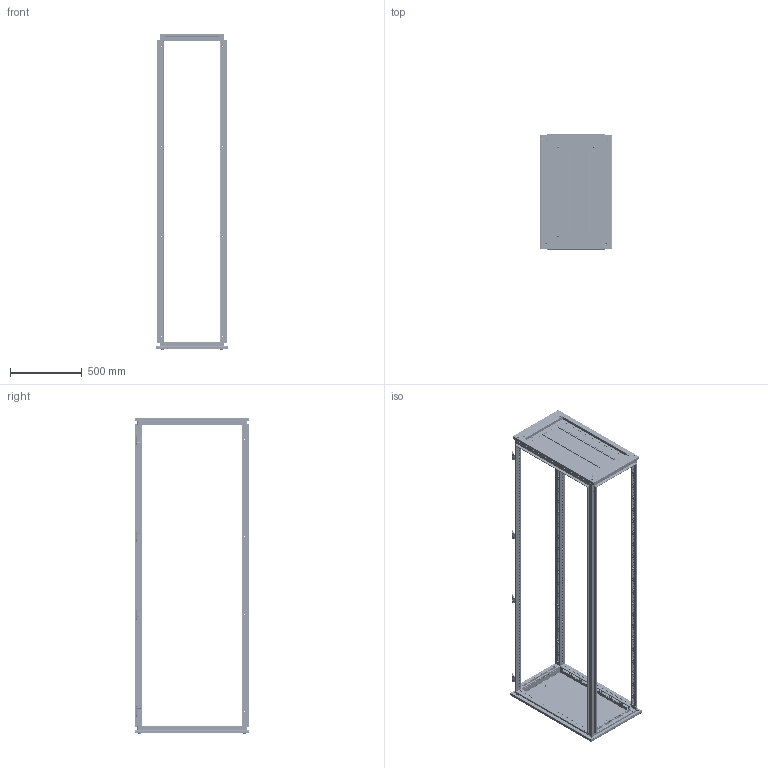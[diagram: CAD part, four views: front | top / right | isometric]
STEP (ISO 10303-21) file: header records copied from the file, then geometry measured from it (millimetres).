
FILE_DESCRIPTION (( 'STEP AP203' ), '1' );
FILE_NAME ('R5KTB85+R5KMDR22.step', '2011-02-16T15:06:52', ( 'User' ), ( 'DKC' ), 'SwSTEP 2.0', 'SolidWorks 2010', '' );
FILE_SCHEMA (( 'CONFIG_CONTROL_DESIGN' ));
Length unit declared in the file: millimetre
Products named in the file (23): R5KTB85+R5KMDR22; Assem base_KTB85; Lamiera trasversale per fondo da_800; Lamiera laterale per fondo da_500; Fondo per quadro da_800x95; Fondo per quadro da_800x145; Traversa inferiore tenuta fondo_500; Capscrew with recessed hexahedron M6 x 10_ISO 4762 M6 x 10 --- 10S; Flange nut M6_ISO 7044-M6-S; Acc00c561_Default; Assem roof_KTB85; sealant for base_800x500; Traversa laterale per quadro prof_500; Traversa frontale per quadro largh._800; AC00C469S_Default; AC00C469D_Default; Sviluppo tetto da_800x500; Button head screw with recessed hexahedron M12 x 20 _ISO 7380 - M12 x 20 --- 20S; land; end-cap; Montante per quadro_2200; cerniera DAE_Default; AC00C254_Default
Assembly tree (64 placements, depth 3):
  R5KTB85+R5KMDR22
    cerniera DAE_Default  x4
    AC00C254_Default  x4
    Assem roof_KTB85
      land  x2
      end-cap  x2
      AC00C469S_Default  x2
      Sviluppo tetto da_800x500
      Button head screw with recessed hexahedron M12 x 20 _ISO 7380 - M12 x 20 --- 20S  x4
      AC00C469D_Default  x2
      Traversa laterale per quadro prof_500  x2
      Traversa frontale per quadro largh._800  x2
      sealant for base_800x500
    Montante per quadro_2200  x4
    Assem base_KTB85
      Lamiera trasversale per fondo da_800  x2
      Fondo per quadro da_800x145  x2
      Flange nut M6_ISO 7044-M6-S  x4
      Acc00c561_Default  x6
      AC00C469D_Default  x2
      Traversa frontale per quadro largh._800  x2
      AC00C469S_Default  x2
      Traversa inferiore tenuta fondo_500  x2
      Capscrew with recessed hexahedron M6 x 10_ISO 4762 M6 x 10 --- 10S  x4
      sealant for base_800x500
      Fondo per quadro da_800x95
      Lamiera laterale per fondo da_500  x2
      Traversa laterale per quadro prof_500  x2
Bounding box: 499 x 800.5 x 2214.1 mm (x, y, z)
Volume: 5777850 mm3; surface area: 7097908.8 mm2
Topology: 64 solids, 64 shells, 13824 faces, 37680 edges, 24252 vertices
Faces by surface type: plane 7232, cylinder 4186, cone 1408, bspline 702, torus 200, sphere 96
Entity records: 139037 total; most frequent: CARTESIAN_POINT 36515, ORIENTED_EDGE 21198, DIRECTION 19617, EDGE_CURVE 10599, VERTEX_POINT 6824, LINE 6599, VECTOR 6599, AXIS2_PLACEMENT_3D 6509
